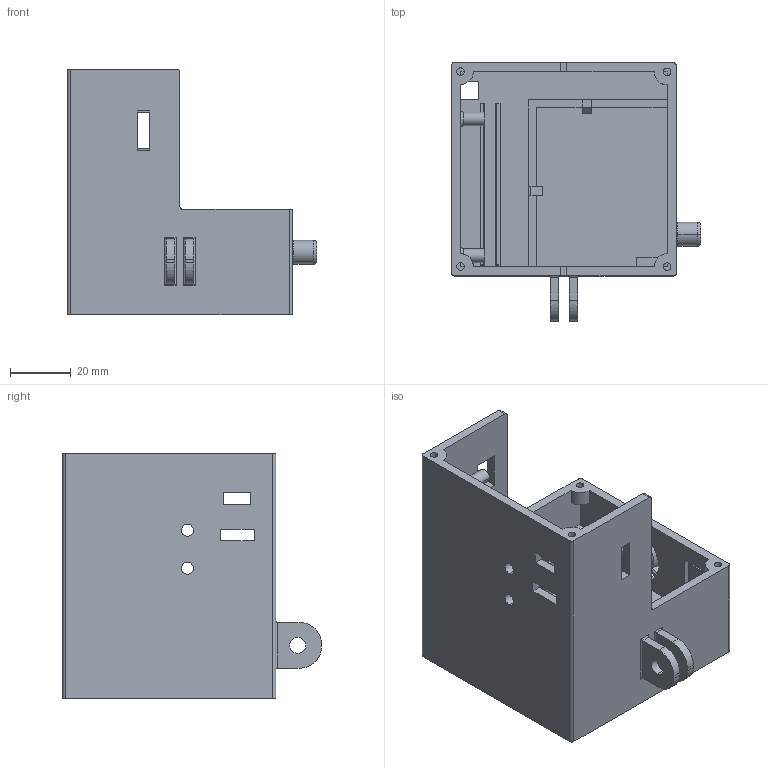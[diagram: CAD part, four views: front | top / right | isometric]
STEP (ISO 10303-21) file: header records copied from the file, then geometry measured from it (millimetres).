
FILE_DESCRIPTION (( 'STEP AP203' ), '1' );
FILE_NAME ('bærbar luftkvalitets sensor box.STEP', '2024-04-29T07:17:29', ( '' ), ( '' ), 'SwSTEP 2.0', 'SolidWorks 2024', '' );
FILE_SCHEMA (( 'CONFIG_CONTROL_DESIGN' ));
Length unit declared in the file: millimetre
Products named in the file (1): bærbar luftkvalitets sensor box
Bounding box: 82 x 85.1 x 80.9 mm (x, y, z)
Volume: 63430 mm3; surface area: 45677.7 mm2
Topology: 1 solids, 1 shells, 208 faces, 564 edges, 367 vertices
Faces by surface type: plane 123, cylinder 73, torus 8, cone 4
Entity records: 6711 total; most frequent: CARTESIAN_POINT 1248, ORIENTED_EDGE 1128, DIRECTION 1108, EDGE_CURVE 564, LINE 386, VECTOR 386, VERTEX_POINT 367, AXIS2_PLACEMENT_3D 361
